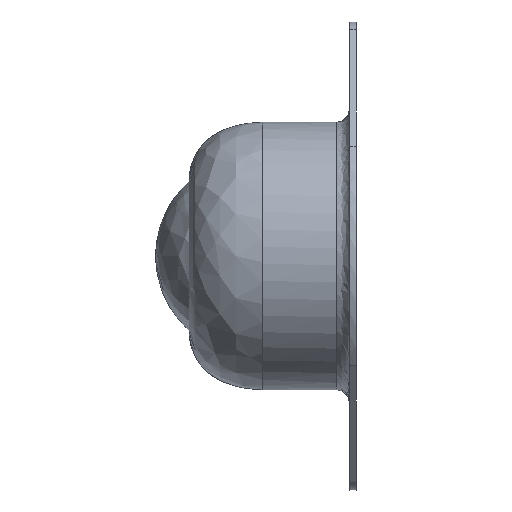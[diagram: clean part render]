
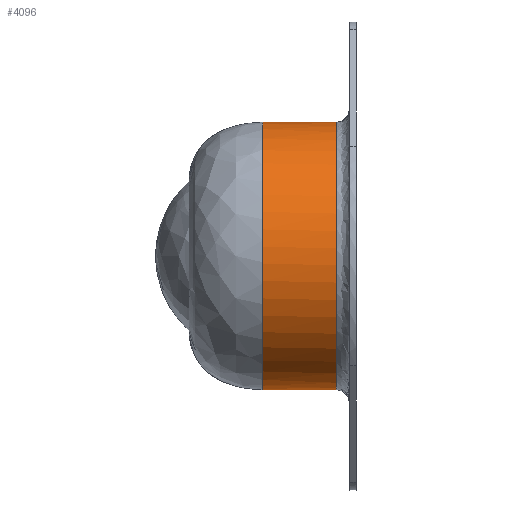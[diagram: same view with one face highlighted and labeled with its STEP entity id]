
A CAD part, left-side view. The second image highlights one B-rep face of the part: STEP entity #4096.
In plain terms, the highlighted free-form (B-spline) face has degree [2, 1] with [5, 2] control points.
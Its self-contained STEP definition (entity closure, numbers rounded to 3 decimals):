
#4096 = ADVANCED_FACE('',(#4097),#4133,.T.);
#4097 = FACE_BOUND('',#4098,.T.);
#4098 = EDGE_LOOP('',(#4099,#4111,#4118,#4128));
#4099 = ORIENTED_EDGE('',*,*,#4100,.F.);
#4100 = EDGE_CURVE('',#4101,#4103,#4105,.T.);
#4101 = VERTEX_POINT('',#4102);
#4102 = CARTESIAN_POINT('',(0.,42.361,
    20.466));
#4103 = VERTEX_POINT('',#4104);
#4104 = CARTESIAN_POINT('',(0.,42.361,
    -20.466));
#4105 = ( BOUNDED_CURVE() B_SPLINE_CURVE(2,(#4106,#4107,#4108,#4109,
#4110),.UNSPECIFIED.,.F.,.F.) B_SPLINE_CURVE_WITH_KNOTS((3,2,3),(
    0.,1.571,3.142),
.PIECEWISE_BEZIER_KNOTS.) CURVE() GEOMETRIC_REPRESENTATION_ITEM() 
RATIONAL_B_SPLINE_CURVE((1.,0.707,1.,0.707,1.)) 
REPRESENTATION_ITEM('') );
#4106 = CARTESIAN_POINT('',(0.,42.361,
    20.466));
#4107 = CARTESIAN_POINT('',(-20.466,42.361,
    20.466));
#4108 = CARTESIAN_POINT('',(-20.466,42.361,
    0.));
#4109 = CARTESIAN_POINT('',(-20.466,42.361,
    -20.466));
#4110 = CARTESIAN_POINT('',(0.,42.361,
    -20.466));
#4111 = ORIENTED_EDGE('',*,*,#4112,.F.);
#4112 = EDGE_CURVE('',#4113,#4101,#4115,.T.);
#4113 = VERTEX_POINT('',#4114);
#4114 = CARTESIAN_POINT('',(0.,31.105,
    20.466));
#4115 = B_SPLINE_CURVE_WITH_KNOTS('',1,(#4116,#4117),.UNSPECIFIED.,.F.,
  .F.,(2,2),(0.,11.),.PIECEWISE_BEZIER_KNOTS.);
#4116 = CARTESIAN_POINT('',(0.,31.105,20.466));
#4117 = CARTESIAN_POINT('',(0.,42.361,20.466));
#4118 = ORIENTED_EDGE('',*,*,#4119,.F.);
#4119 = EDGE_CURVE('',#4120,#4113,#4122,.T.);
#4120 = VERTEX_POINT('',#4121);
#4121 = CARTESIAN_POINT('',(0.,31.105,
    -20.466));
#4122 = ( BOUNDED_CURVE() B_SPLINE_CURVE(2,(#4123,#4124,#4125,#4126,
#4127),.UNSPECIFIED.,.F.,.F.) B_SPLINE_CURVE_WITH_KNOTS((3,2,3),(
    0.,1.571,3.142),
.PIECEWISE_BEZIER_KNOTS.) CURVE() GEOMETRIC_REPRESENTATION_ITEM() 
RATIONAL_B_SPLINE_CURVE((1.,0.707,1.,0.707,1.)) 
REPRESENTATION_ITEM('') );
#4123 = CARTESIAN_POINT('',(0.,31.105,
    -20.466));
#4124 = CARTESIAN_POINT('',(-20.466,31.105,
    -20.466));
#4125 = CARTESIAN_POINT('',(-20.466,31.105,
    0.));
#4126 = CARTESIAN_POINT('',(-20.466,31.105,
    20.466));
#4127 = CARTESIAN_POINT('',(0.,31.105,
    20.466));
#4128 = ORIENTED_EDGE('',*,*,#4129,.F.);
#4129 = EDGE_CURVE('',#4103,#4120,#4130,.T.);
#4130 = B_SPLINE_CURVE_WITH_KNOTS('',1,(#4131,#4132),.UNSPECIFIED.,.F.,
  .F.,(2,2),(0.,11.),.PIECEWISE_BEZIER_KNOTS.);
#4131 = CARTESIAN_POINT('',(0.,42.361,-20.466));
#4132 = CARTESIAN_POINT('',(0.,31.105,-20.466));
#4133 = ( BOUNDED_SURFACE() B_SPLINE_SURFACE(2,1,(
    (#4134,#4135)
    ,(#4136,#4137)
    ,(#4138,#4139)
    ,(#4140,#4141)
    ,(#4142,#4143
)),.UNSPECIFIED.,.F.,.F.,.F.) B_SPLINE_SURFACE_WITH_KNOTS((3,2,3),(2,2),
  (0.,1.571,3.142),(0.,11.),.PIECEWISE_BEZIER_KNOTS.) 
GEOMETRIC_REPRESENTATION_ITEM() RATIONAL_B_SPLINE_SURFACE((
    (1.,1.)
    ,(0.707,0.707)
    ,(1.,1.)
    ,(0.707,0.707)
,(1.,1.))) REPRESENTATION_ITEM('') SURFACE() );
#4134 = CARTESIAN_POINT('',(0.,31.105,
    20.466));
#4135 = CARTESIAN_POINT('',(0.,42.361,
    20.466));
#4136 = CARTESIAN_POINT('',(-20.466,31.105,
    20.466));
#4137 = CARTESIAN_POINT('',(-20.466,42.361,
    20.466));
#4138 = CARTESIAN_POINT('',(-20.466,31.105,
    0.));
#4139 = CARTESIAN_POINT('',(-20.466,42.361,
    0.));
#4140 = CARTESIAN_POINT('',(-20.466,31.105,
    -20.466));
#4141 = CARTESIAN_POINT('',(-20.466,42.361,
    -20.466));
#4142 = CARTESIAN_POINT('',(0.,31.105,
    -20.466));
#4143 = CARTESIAN_POINT('',(0.,42.361,
    -20.466));
